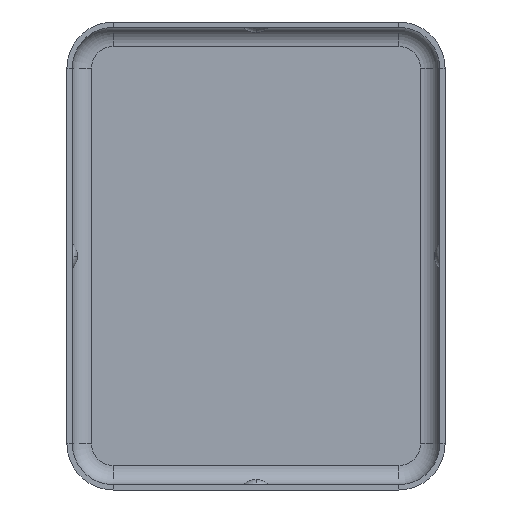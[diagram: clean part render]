
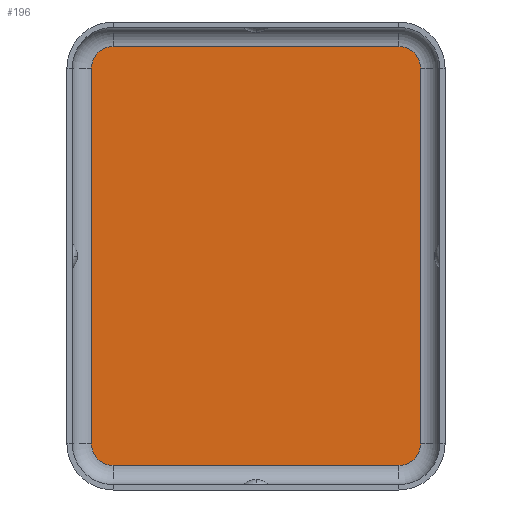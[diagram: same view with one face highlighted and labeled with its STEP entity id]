
A CAD part, front view. The second image highlights one B-rep face of the part: STEP entity #196.
In plain terms, the highlighted planar face has unit normal (0, -1, 0).
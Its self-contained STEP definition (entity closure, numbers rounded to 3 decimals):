
#11 = DIRECTION ( 'NONE',  ( 0., 0., -1. ) ) ;
#50 = VECTOR ( 'NONE', #1121, 1000. ) ;
#106 = DIRECTION ( 'NONE',  ( 0., 0., -1. ) ) ;
#143 = FACE_OUTER_BOUND ( 'NONE', #500, .T. ) ;
#167 = EDGE_CURVE ( 'NONE', #446, #229, #1473, .T. ) ;
#182 = CARTESIAN_POINT ( 'NONE',  ( 5.25, 0., -6.9 ) ) ;
#196 = ADVANCED_FACE ( 'NONE', ( #143 ), #1471, .T. ) ;
#211 = CIRCLE ( 'NONE', #1608, 0.8 ) ;
#229 = VERTEX_POINT ( 'NONE', #1362 ) ;
#251 = ORIENTED_EDGE ( 'NONE', *, *, #167, .T. ) ;
#279 = VECTOR ( 'NONE', #1298, 1000. ) ;
#280 = EDGE_CURVE ( 'NONE', #307, #760, #737, .T. ) ;
#285 = EDGE_CURVE ( 'NONE', #307, #836, #1004, .T. ) ;
#307 = VERTEX_POINT ( 'NONE', #770 ) ;
#308 = VERTEX_POINT ( 'NONE', #368 ) ;
#338 = ORIENTED_EDGE ( 'NONE', *, *, #509, .F. ) ;
#343 = VERTEX_POINT ( 'NONE', #503 ) ;
#368 = CARTESIAN_POINT ( 'NONE',  ( 6.05, 0., -6.9 ) ) ;
#391 = CARTESIAN_POINT ( 'NONE',  ( -5.25, 0., 6.9 ) ) ;
#432 = DIRECTION ( 'NONE',  ( 0., 1., 0. ) ) ;
#446 = VERTEX_POINT ( 'NONE', #1527 ) ;
#500 = EDGE_LOOP ( 'NONE', ( #338, #733, #955, #251, #1620, #1389, #622, #587 ) ) ;
#503 = CARTESIAN_POINT ( 'NONE',  ( -5.25, 0., -7.7 ) ) ;
#507 = CARTESIAN_POINT ( 'NONE',  ( -6.05, 0., -6.9 ) ) ;
#509 = EDGE_CURVE ( 'NONE', #775, #343, #887, .T. ) ;
#528 = CARTESIAN_POINT ( 'NONE',  ( -5.25, 0., -6.9 ) ) ;
#564 = DIRECTION ( 'NONE',  ( 0., 0., 1. ) ) ;
#587 = ORIENTED_EDGE ( 'NONE', *, *, #998, .T. ) ;
#622 = ORIENTED_EDGE ( 'NONE', *, *, #285, .T. ) ;
#665 = CARTESIAN_POINT ( 'NONE',  ( 5.25, 0., -7.7 ) ) ;
#673 = VECTOR ( 'NONE', #106, 1000. ) ;
#733 = ORIENTED_EDGE ( 'NONE', *, *, #1068, .F. ) ;
#737 = CIRCLE ( 'NONE', #1005, 0.8 ) ;
#746 = CARTESIAN_POINT ( 'NONE',  ( 6.05, 0., 0. ) ) ;
#760 = VERTEX_POINT ( 'NONE', #1117 ) ;
#765 = CARTESIAN_POINT ( 'NONE',  ( -6.05, 0., 0. ) ) ;
#770 = CARTESIAN_POINT ( 'NONE',  ( -6.05, 0., 6.9 ) ) ;
#775 = VERTEX_POINT ( 'NONE', #1137 ) ;
#818 = DIRECTION ( 'NONE',  ( 0., 0., -1. ) ) ;
#836 = VERTEX_POINT ( 'NONE', #507 ) ;
#857 = CARTESIAN_POINT ( 'NONE',  ( 5.25, 0., -6.9 ) ) ;
#887 = LINE ( 'NONE', #665, #1044 ) ;
#906 = AXIS2_PLACEMENT_3D ( 'NONE', #1441, #1197, #818 ) ;
#930 = LINE ( 'NONE', #746, #673 ) ;
#955 = ORIENTED_EDGE ( 'NONE', *, *, #1208, .F. ) ;
#998 = EDGE_CURVE ( 'NONE', #836, #343, #1532, .T. ) ;
#1004 = LINE ( 'NONE', #765, #50 ) ;
#1005 = AXIS2_PLACEMENT_3D ( 'NONE', #391, #1017, #11 ) ;
#1017 = DIRECTION ( 'NONE',  ( 0., 1., 0. ) ) ;
#1027 = AXIS2_PLACEMENT_3D ( 'NONE', #528, #1192, #1542 ) ;
#1044 = VECTOR ( 'NONE', #1302, 1000. ) ;
#1068 = EDGE_CURVE ( 'NONE', #308, #775, #211, .T. ) ;
#1117 = CARTESIAN_POINT ( 'NONE',  ( -5.25, 0., 7.7 ) ) ;
#1121 = DIRECTION ( 'NONE',  ( 0., 0., -1. ) ) ;
#1137 = CARTESIAN_POINT ( 'NONE',  ( 5.25, 0., -7.7 ) ) ;
#1192 = DIRECTION ( 'NONE',  ( 0., -1., 0. ) ) ;
#1197 = DIRECTION ( 'NONE',  ( 0., -1., 0. ) ) ;
#1208 = EDGE_CURVE ( 'NONE', #446, #308, #930, .T. ) ;
#1236 = DIRECTION ( 'NONE',  ( 0., -1., 0. ) ) ;
#1298 = DIRECTION ( 'NONE',  ( -1., 0., 0. ) ) ;
#1302 = DIRECTION ( 'NONE',  ( -1., 0., 0. ) ) ;
#1353 = DIRECTION ( 'NONE',  ( 0., 0., -1. ) ) ;
#1362 = CARTESIAN_POINT ( 'NONE',  ( 5.25, 0., 7.7 ) ) ;
#1389 = ORIENTED_EDGE ( 'NONE', *, *, #280, .F. ) ;
#1400 = CARTESIAN_POINT ( 'NONE',  ( 5.25, 0., 7.7 ) ) ;
#1441 = CARTESIAN_POINT ( 'NONE',  ( 5.25, 0., 6.9 ) ) ;
#1471 = PLANE ( 'NONE',  #1577 ) ;
#1473 = CIRCLE ( 'NONE', #906, 0.8 ) ;
#1482 = EDGE_CURVE ( 'NONE', #229, #760, #1610, .T. ) ;
#1527 = CARTESIAN_POINT ( 'NONE',  ( 6.05, 0., 6.9 ) ) ;
#1532 = CIRCLE ( 'NONE', #1027, 0.8 ) ;
#1542 = DIRECTION ( 'NONE',  ( 0., 0., 1. ) ) ;
#1577 = AXIS2_PLACEMENT_3D ( 'NONE', #857, #1236, #1353 ) ;
#1608 = AXIS2_PLACEMENT_3D ( 'NONE', #182, #432, #564 ) ;
#1610 = LINE ( 'NONE', #1400, #279 ) ;
#1620 = ORIENTED_EDGE ( 'NONE', *, *, #1482, .T. ) ;
